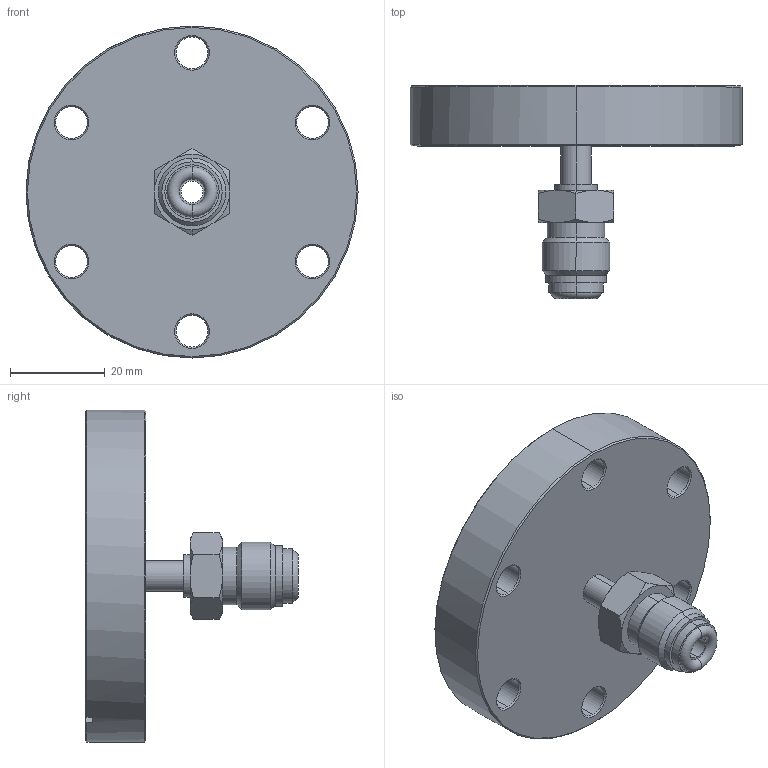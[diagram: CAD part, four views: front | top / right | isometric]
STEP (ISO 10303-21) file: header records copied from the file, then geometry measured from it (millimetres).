
FILE_DESCRIPTION (( 'STEP AP214' ), '1' );
FILE_NAME ('Hositrad_CF35MV1-4_Male VCR.STEP', '2014-11-13T11:19:14', ( '' ), ( '' ), 'SwSTEP 2.0', 'SolidWorks 2014', '' );
FILE_SCHEMA (( 'AUTOMOTIVE_DESIGN' ));
Length unit declared in the file: millimetre
Products named in the file (4): SS_4_VCR_4; 6LV_4_VCR_3_4TB7; CF35-PlainHole_CF35-Plain Hole 6.35; Hositrad_CF35MV1-4_Male VCR
Assembly tree (3 placements, depth 2):
  Hositrad_CF35MV1-4_Male VCR
    CF35-PlainHole_CF35-Plain Hole 6.35
    6LV_4_VCR_3_4TB7
    SS_4_VCR_4
Bounding box: 70 x 44.88 x 70 mm (x, y, z)
Volume: 47060.7 mm3; surface area: 15698.6 mm2
Topology: 3 solids, 3 shells, 108 faces, 239 edges, 142 vertices
Faces by surface type: cone 51, cylinder 34, plane 21, torus 2
Entity records: 3238 total; most frequent: CARTESIAN_POINT 621, DIRECTION 568, ORIENTED_EDGE 478, AXIS2_PLACEMENT_3D 241, EDGE_CURVE 239, VERTEX_POINT 142, EDGE_LOOP 131, CIRCLE 127
